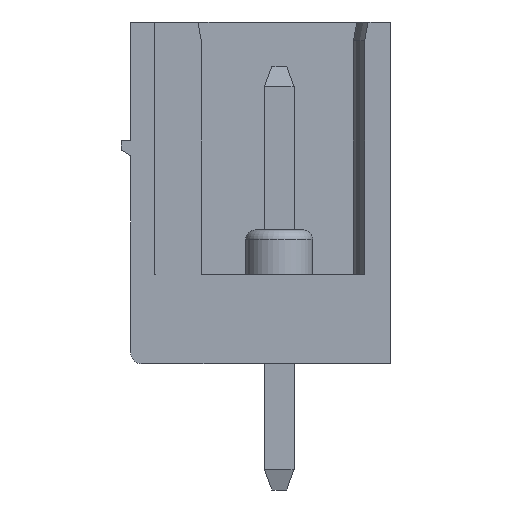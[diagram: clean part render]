
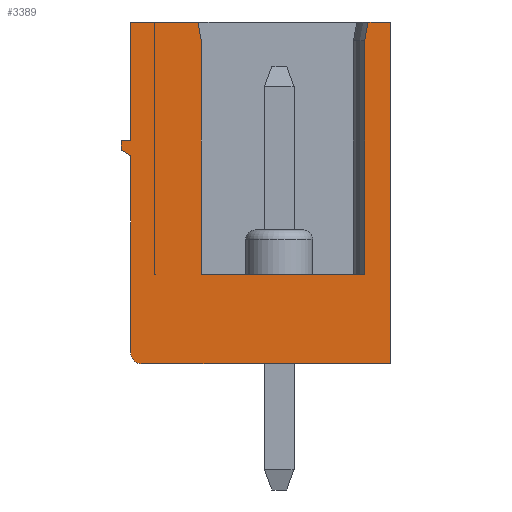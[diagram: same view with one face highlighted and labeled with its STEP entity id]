
A CAD part, left-side view. The second image highlights one B-rep face of the part: STEP entity #3389.
In plain terms, the highlighted planar face has unit normal (-1, 0, 0).
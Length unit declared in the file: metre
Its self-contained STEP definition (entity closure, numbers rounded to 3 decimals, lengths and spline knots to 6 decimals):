
#3389=ADVANCED_FACE('',(#7181),#7182,.F.);
#7181=FACE_OUTER_BOUND('',#11315,.T.);
#7182=PLANE('',#11316);
#11315=EDGE_LOOP('',(#21685,#21686,#21687,#21688,#21689,#21690,#21691,#21692,#21693,#21694,#21695,#21696,#21697,#21698,#21699));
#11316=AXIS2_PLACEMENT_3D('',#21700,#21701,#21702);
#21685=ORIENTED_EDGE('',*,*,#24585,.T.);
#21686=ORIENTED_EDGE('',*,*,#25189,.F.);
#21687=ORIENTED_EDGE('',*,*,#25001,.F.);
#21688=ORIENTED_EDGE('',*,*,#24631,.F.);
#21689=ORIENTED_EDGE('',*,*,#28228,.T.);
#21690=ORIENTED_EDGE('',*,*,#28294,.T.);
#21691=ORIENTED_EDGE('',*,*,#28305,.F.);
#21692=ORIENTED_EDGE('',*,*,#28179,.T.);
#21693=ORIENTED_EDGE('',*,*,#28264,.F.);
#21694=ORIENTED_EDGE('',*,*,#24617,.F.);
#21695=ORIENTED_EDGE('',*,*,#24573,.F.);
#21696=ORIENTED_EDGE('',*,*,#24565,.F.);
#21697=ORIENTED_EDGE('',*,*,#24569,.F.);
#21698=ORIENTED_EDGE('',*,*,#24577,.F.);
#21699=ORIENTED_EDGE('',*,*,#24581,.F.);
#21700=CARTESIAN_POINT('',(-1.086627,0.01086,0.000933));
#21701=DIRECTION('',(1.0,0.0,0.0));
#21702=DIRECTION('',(0.0,1.0,-0.0));
#24565=EDGE_CURVE('',#29339,#29335,#29341,.T.);
#24569=EDGE_CURVE('',#29345,#29339,#29347,.T.);
#24573=EDGE_CURVE('',#29335,#29350,#29353,.T.);
#24577=EDGE_CURVE('',#29357,#29345,#29359,.T.);
#24581=EDGE_CURVE('',#29363,#29357,#29365,.T.);
#24585=EDGE_CURVE('',#29363,#29369,#29371,.F.);
#24617=EDGE_CURVE('',#29350,#29433,#29434,.T.);
#24631=EDGE_CURVE('',#29459,#29402,#29461,.T.);
#25001=EDGE_CURVE('',#29402,#30199,#30200,.T.);
#25189=EDGE_CURVE('',#30199,#29369,#30533,.T.);
#28179=EDGE_CURVE('',#34699,#34700,#34701,.T.);
#28228=EDGE_CURVE('',#29459,#34772,#34773,.T.);
#28264=EDGE_CURVE('',#29433,#34700,#34819,.T.);
#28294=EDGE_CURVE('',#34772,#34852,#34853,.T.);
#28305=EDGE_CURVE('',#34699,#34852,#34864,.T.);
#29335=VERTEX_POINT('',#36293);
#29339=VERTEX_POINT('',#36299);
#29341=LINE('',#36302,#36303);
#29345=VERTEX_POINT('',#36308);
#29347=LINE('',#36311,#36312);
#29350=VERTEX_POINT('',#36315);
#29353=LINE('',#36320,#36321);
#29357=VERTEX_POINT('',#36326);
#29359=LINE('',#36329,#36330);
#29363=VERTEX_POINT('',#36335);
#29365=LINE('',#36338,#36339);
#29369=VERTEX_POINT('',#36343);
#29371=CIRCLE('',#36346,0.0003);
#29402=VERTEX_POINT('',#36390);
#29433=VERTEX_POINT('',#36436);
#29434=LINE('',#36437,#36438);
#29459=VERTEX_POINT('',#36474);
#29461=LINE('',#36477,#36478);
#30199=VERTEX_POINT('',#37554);
#30200=LINE('',#37555,#37556);
#30533=LINE('',#38068,#38069);
#34699=VERTEX_POINT('',#44242);
#34700=VERTEX_POINT('',#44243);
#34701=LINE('',#44244,#44245);
#34772=VERTEX_POINT('',#44350);
#34773=LINE('',#44351,#44352);
#34819=LINE('',#44419,#44420);
#34852=VERTEX_POINT('',#44468);
#34853=LINE('',#44469,#44470);
#34864=LINE('',#44484,#44485);
#36293=CARTESIAN_POINT('',(-1.086627,0.01086,-0.002267));
#36299=CARTESIAN_POINT('',(-1.086627,0.01111,-0.002267));
#36302=CARTESIAN_POINT('',(-1.086627,0.01086,-0.002267));
#36303=VECTOR('',#46599,1.0);
#36308=CARTESIAN_POINT('',(-1.086627,0.01111,-0.002517));
#36311=CARTESIAN_POINT('',(-1.086627,0.01111,-0.002267));
#36312=VECTOR('',#46602,1.0);
#36315=CARTESIAN_POINT('',(-1.086627,0.01086,0.000933));
#36320=CARTESIAN_POINT('',(-1.086627,0.01086,0.000933));
#36321=VECTOR('',#46605,1.0);
#36326=CARTESIAN_POINT('',(-1.086627,0.01086,-0.002667));
#36329=CARTESIAN_POINT('',(-1.086627,0.01111,-0.002517));
#36330=VECTOR('',#46608,1.0);
#36335=CARTESIAN_POINT('',(-1.086627,0.01086,-0.007967));
#36338=CARTESIAN_POINT('',(-1.086627,0.01086,-0.002667));
#36339=VECTOR('',#46611,1.0);
#36343=CARTESIAN_POINT('',(-1.086627,0.01056,-0.008267));
#36346=AXIS2_PLACEMENT_3D('',#46616,#46617,#46618);
#36390=CARTESIAN_POINT('',(-1.086627,0.00386,0.000933));
#36436=CARTESIAN_POINT('',(-1.086627,0.009048,0.000933));
#36437=CARTESIAN_POINT('',(-1.086627,0.00386,0.000933));
#36438=VECTOR('',#46653,1.0);
#36474=CARTESIAN_POINT('',(-1.086627,0.004471,0.000933));
#36477=CARTESIAN_POINT('',(-1.086627,0.00386,0.000933));
#36478=VECTOR('',#46669,1.0);
#37554=CARTESIAN_POINT('',(-1.086627,0.00386,-0.008267));
#37555=CARTESIAN_POINT('',(-1.086627,0.00386,-0.008267));
#37556=VECTOR('',#47098,1.0);
#38068=CARTESIAN_POINT('',(-1.086627,0.01056,-0.008267));
#38069=VECTOR('',#47299,1.0);
#44242=CARTESIAN_POINT('',(-1.086627,0.00896,-0.005867));
#44243=CARTESIAN_POINT('',(-1.086627,0.00896,0.000433));
#44244=CARTESIAN_POINT('',(-1.086627,0.00896,-0.005567));
#44245=VECTOR('',#49475,1.0);
#44350=CARTESIAN_POINT('',(-1.086627,0.00456,0.000433));
#44351=CARTESIAN_POINT('',(-1.086627,0.005565,-0.005267));
#44352=VECTOR('',#49513,1.0);
#44419=CARTESIAN_POINT('',(-1.086627,0.009048,0.000933));
#44420=VECTOR('',#49541,1.0);
#44468=CARTESIAN_POINT('',(-1.086627,0.00456,-0.005867));
#44469=CARTESIAN_POINT('',(-1.086627,0.00456,-0.005567));
#44470=VECTOR('',#49560,1.0);
#44484=CARTESIAN_POINT('',(-1.086627,0.00386,-0.005867));
#44485=VECTOR('',#49564,1.0);
#46599=DIRECTION('',(0.0,-1.0,0.));
#46602=DIRECTION('',(0.0,0.,1.0));
#46605=DIRECTION('',(0.0,0.,1.0));
#46608=DIRECTION('',(0.0,0.857,0.514));
#46611=DIRECTION('',(0.0,0.,1.0));
#46616=CARTESIAN_POINT('',(-1.086627,0.01056,-0.007967));
#46617=DIRECTION('',(1.0,0.0,0.0));
#46618=DIRECTION('',(0.0,0.0,-1.0));
#46653=DIRECTION('',(0.0,-1.0,0.));
#46669=DIRECTION('',(0.0,-1.0,0.));
#47098=DIRECTION('',(0.0,0.,-1.0));
#47299=DIRECTION('',(0.0,1.0,0.));
#49475=DIRECTION('',(0.0,0.,1.0));
#49513=DIRECTION('',(0.0,0.174,-0.985));
#49541=DIRECTION('',(0.0,-0.174,-0.985));
#49560=DIRECTION('',(0.0,0.,-1.0));
#49564=DIRECTION('',(0.0,-1.0,0.));
